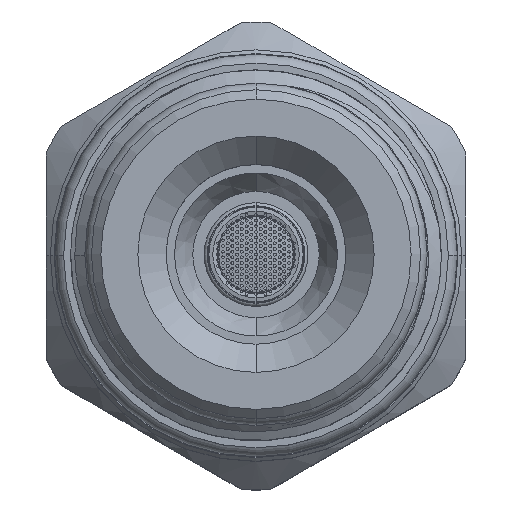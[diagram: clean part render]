
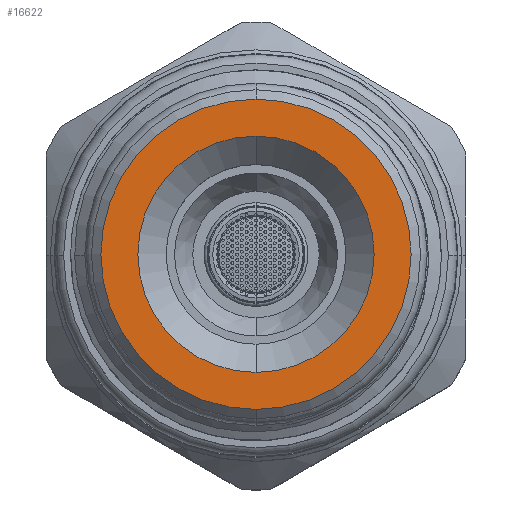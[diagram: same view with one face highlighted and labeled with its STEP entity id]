
A CAD part, top view. The second image highlights one B-rep face of the part: STEP entity #16622.
In plain terms, the highlighted planar face has unit normal (0, 0, 1).
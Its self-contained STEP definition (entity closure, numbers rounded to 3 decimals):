
#1655 = CARTESIAN_POINT ( 'NONE',  ( 0., 0., 58.802 ) ) ;
#1657 = DIRECTION ( 'NONE',  ( 0., 0., 1. ) ) ;
#1659 = DIRECTION ( 'NONE',  ( 0., -1., 0. ) ) ;
#2064 = CARTESIAN_POINT ( 'NONE',  ( 0., 0., 58.802 ) ) ;
#2065 = DIRECTION ( 'NONE',  ( 0., 0., 1. ) ) ;
#2066 = DIRECTION ( 'NONE',  ( 0., 1., 0. ) ) ;
#5135 = CIRCLE ( 'NONE', #10992, 6.265 ) ;
#5204 = CIRCLE ( 'NONE', #10843, 8.225 ) ;
#5213 = CIRCLE ( 'NONE', #11131, 6.265 ) ;
#8855 = AXIS2_PLACEMENT_3D ( 'NONE', #23093, #23094, #23095 ) ;
#8998 = VERTEX_POINT ( 'NONE', #21830 ) ;
#9027 = VERTEX_POINT ( 'NONE', #21788 ) ;
#9044 = VERTEX_POINT ( 'NONE', #21781 ) ;
#9517 = VERTEX_POINT ( 'NONE', #21571 ) ;
#10843 = AXIS2_PLACEMENT_3D ( 'NONE', #1655, #1657, #1659 ) ;
#10887 = AXIS2_PLACEMENT_3D ( 'NONE', #39110, #39127, #39130 ) ;
#10992 = AXIS2_PLACEMENT_3D ( 'NONE', #33992, #33990, #33996 ) ;
#11131 = AXIS2_PLACEMENT_3D ( 'NONE', #2064, #2065, #2066 ) ;
#12615 = EDGE_CURVE ( 'NONE', #9517, #9044, #5135, .T. ) ;
#12701 = EDGE_CURVE ( 'NONE', #8998, #9027, #5204, .T. ) ;
#12712 = EDGE_CURVE ( 'NONE', #9044, #9517, #5213, .T. ) ;
#13401 = EDGE_CURVE ( 'NONE', #9027, #8998, #31729, .T. ) ;
#15047 = EDGE_LOOP ( 'NONE', ( #30902, #30900 ) ) ;
#15276 = EDGE_LOOP ( 'NONE', ( #30638, #30666 ) ) ;
#16622 = ADVANCED_FACE ( 'NONE', ( #27973, #27983 ), #39121, .F. ) ;
#21571 = CARTESIAN_POINT ( 'NONE',  ( 0., -6.265, 58.802 ) ) ;
#21781 = CARTESIAN_POINT ( 'NONE',  ( 0., 6.265, 58.802 ) ) ;
#21788 = CARTESIAN_POINT ( 'NONE',  ( 0., 8.225, 58.802 ) ) ;
#21830 = CARTESIAN_POINT ( 'NONE',  ( 0., -8.225, 58.802 ) ) ;
#23093 = CARTESIAN_POINT ( 'NONE',  ( 0., 0., 58.802 ) ) ;
#23094 = DIRECTION ( 'NONE',  ( 0., 0., 1. ) ) ;
#23095 = DIRECTION ( 'NONE',  ( 0., -1., 0. ) ) ;
#27973 = FACE_OUTER_BOUND ( 'NONE', #15047, .T. ) ;
#27983 = FACE_BOUND ( 'NONE', #15276, .T. ) ;
#30638 = ORIENTED_EDGE ( 'NONE', *, *, #12712, .F. ) ;
#30666 = ORIENTED_EDGE ( 'NONE', *, *, #12615, .F. ) ;
#30900 = ORIENTED_EDGE ( 'NONE', *, *, #13401, .T. ) ;
#30902 = ORIENTED_EDGE ( 'NONE', *, *, #12701, .T. ) ;
#31729 = CIRCLE ( 'NONE', #8855, 8.225 ) ;
#33990 = DIRECTION ( 'NONE',  ( 0., 0., 1. ) ) ;
#33992 = CARTESIAN_POINT ( 'NONE',  ( 0., 0., 58.802 ) ) ;
#33996 = DIRECTION ( 'NONE',  ( 0., 1., 0. ) ) ;
#39110 = CARTESIAN_POINT ( 'NONE',  ( 0., 0., 58.802 ) ) ;
#39121 = PLANE ( 'NONE',  #10887 ) ;
#39127 = DIRECTION ( 'NONE',  ( 0., 0., -1. ) ) ;
#39130 = DIRECTION ( 'NONE',  ( 0., -1., 0. ) ) ;
